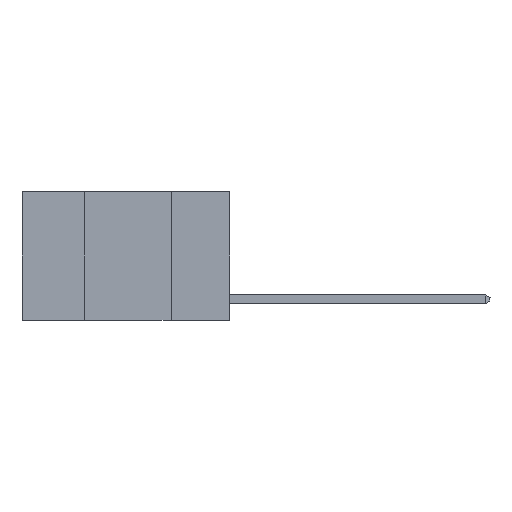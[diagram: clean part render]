
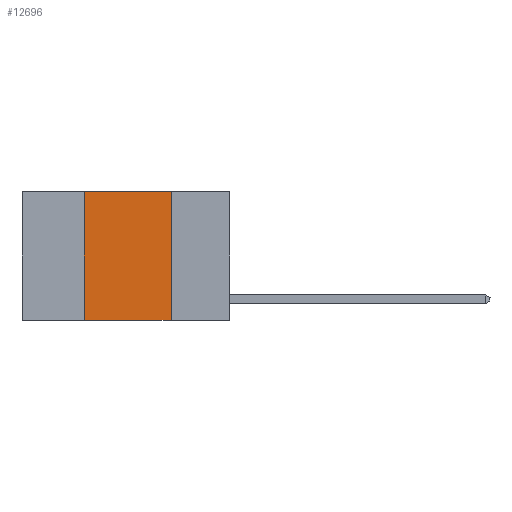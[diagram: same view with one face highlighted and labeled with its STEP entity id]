
A CAD part, left-side view. The second image highlights one B-rep face of the part: STEP entity #12696.
In plain terms, the highlighted planar face has unit normal (-1, 0, 0).
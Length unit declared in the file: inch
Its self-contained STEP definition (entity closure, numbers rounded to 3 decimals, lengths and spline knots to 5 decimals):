
#737 = ORIENTED_EDGE ( 'NONE', *, *, #2747, .F. ) ;
#1187 = CARTESIAN_POINT ( 'NONE',  ( 0., 0.6, -0.37 ) ) ;
#1363 = EDGE_CURVE ( 'NONE', #18990, #6566, #23482, .T. ) ;
#1731 = EDGE_LOOP ( 'NONE', ( #8432, #737, #17118, #16673 ) ) ;
#1852 = CARTESIAN_POINT ( 'NONE',  ( 0., 0.17, 0. ) ) ;
#1969 = DIRECTION ( 'NONE',  ( 0., 0., -1. ) ) ;
#2684 = VECTOR ( 'NONE', #1969, 39.37008 ) ;
#2747 = EDGE_CURVE ( 'NONE', #19506, #18990, #10189, .T. ) ;
#4026 = LINE ( 'NONE', #5906, #17527 ) ;
#5906 = CARTESIAN_POINT ( 'NONE',  ( 0., 0.42, 0. ) ) ;
#6566 = VERTEX_POINT ( 'NONE', #10804 ) ;
#7367 = DIRECTION ( 'NONE',  ( 1., 0., 0. ) ) ;
#8432 = ORIENTED_EDGE ( 'NONE', *, *, #1363, .F. ) ;
#8833 = CARTESIAN_POINT ( 'NONE',  ( 0., 0.42, -0.37 ) ) ;
#9156 = PLANE ( 'NONE',  #20275 ) ;
#9502 = DIRECTION ( 'NONE',  ( 0., 0., 1. ) ) ;
#10189 = LINE ( 'NONE', #17544, #22698 ) ;
#10804 = CARTESIAN_POINT ( 'NONE',  ( 0., 0.17, -0.37 ) ) ;
#11376 = CARTESIAN_POINT ( 'NONE',  ( 0., 0.42, 0. ) ) ;
#12628 = LINE ( 'NONE', #1187, #21235 ) ;
#12696 = ADVANCED_FACE ( 'NONE', ( #23732 ), #9156, .F. ) ;
#12893 = EDGE_CURVE ( 'NONE', #15944, #19506, #4026, .T. ) ;
#13310 = CARTESIAN_POINT ( 'NONE',  ( 0., 0.17, 0. ) ) ;
#15877 = EDGE_CURVE ( 'NONE', #15944, #6566, #12628, .T. ) ;
#15944 = VERTEX_POINT ( 'NONE', #8833 ) ;
#16673 = ORIENTED_EDGE ( 'NONE', *, *, #15877, .T. ) ;
#17118 = ORIENTED_EDGE ( 'NONE', *, *, #12893, .F. ) ;
#17527 = VECTOR ( 'NONE', #9502, 39.37008 ) ;
#17544 = CARTESIAN_POINT ( 'NONE',  ( 0., 0.6, 0. ) ) ;
#18990 = VERTEX_POINT ( 'NONE', #13310 ) ;
#19506 = VERTEX_POINT ( 'NONE', #11376 ) ;
#19832 = DIRECTION ( 'NONE',  ( 0., -1., 0. ) ) ;
#19899 = CARTESIAN_POINT ( 'NONE',  ( 0., 0.6, 0. ) ) ;
#20275 = AXIS2_PLACEMENT_3D ( 'NONE', #19899, #7367, #21799 ) ;
#21235 = VECTOR ( 'NONE', #23175, 39.37008 ) ;
#21799 = DIRECTION ( 'NONE',  ( 0., 0., -1. ) ) ;
#22698 = VECTOR ( 'NONE', #19832, 39.37008 ) ;
#23175 = DIRECTION ( 'NONE',  ( 0., -1., 0. ) ) ;
#23482 = LINE ( 'NONE', #1852, #2684 ) ;
#23732 = FACE_OUTER_BOUND ( 'NONE', #1731, .T. ) ;
